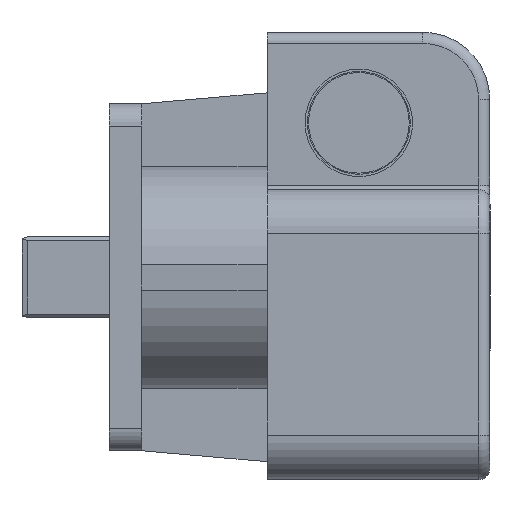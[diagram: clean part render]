
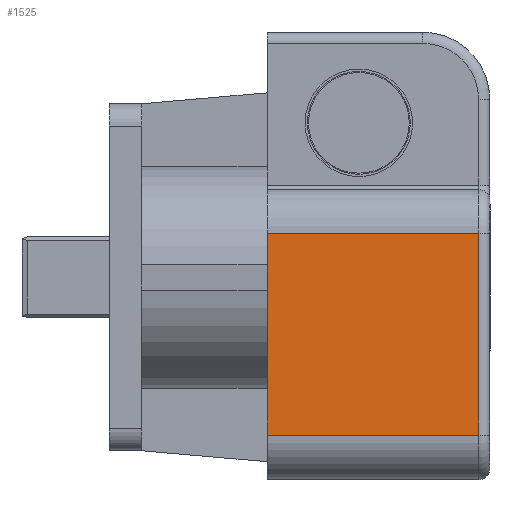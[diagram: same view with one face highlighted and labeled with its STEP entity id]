
A CAD part, left-side view. The second image highlights one B-rep face of the part: STEP entity #1525.
In plain terms, the highlighted planar face has unit normal (-1, 0, 0).
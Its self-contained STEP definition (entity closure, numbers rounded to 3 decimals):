
#125 = CARTESIAN_POINT ( 'NONE',  ( -97.5, -35., 19.657 ) ) ;
#438 = CARTESIAN_POINT ( 'NONE',  ( -97.5, -35., -70.5 ) ) ;
#453 = CARTESIAN_POINT ( 'NONE',  ( -97.5, 59.5, -70.5 ) ) ;
#978 = CARTESIAN_POINT ( 'NONE',  ( -97.5, 59.5, -70.5 ) ) ;
#995 = VERTEX_POINT ( 'NONE', #1074 ) ;
#1074 = CARTESIAN_POINT ( 'NONE',  ( -97.5, -35., 19.657 ) ) ;
#1145 = EDGE_CURVE ( 'NONE', #995, #2738, #5097, .T. ) ;
#1430 = CARTESIAN_POINT ( 'NONE',  ( -97.5, -489.33, 19.657 ) ) ;
#1525 = ADVANCED_FACE ( 'NONE', ( #4115 ), #3572, .T. ) ;
#1545 = VECTOR ( 'NONE', #4119, 1000. ) ;
#1612 = ORIENTED_EDGE ( 'NONE', *, *, #3877, .F. ) ;
#1871 = VERTEX_POINT ( 'NONE', #438 ) ;
#1998 = CARTESIAN_POINT ( 'NONE',  ( -97.5, -489.33, -70.5 ) ) ;
#2738 = VERTEX_POINT ( 'NONE', #5609 ) ;
#3000 = DIRECTION ( 'NONE',  ( 0., 0., 1. ) ) ;
#3228 = ORIENTED_EDGE ( 'NONE', *, *, #1145, .T. ) ;
#3285 = LINE ( 'NONE', #125, #4429 ) ;
#3572 = PLANE ( 'NONE',  #4780 ) ;
#3877 = EDGE_CURVE ( 'NONE', #4165, #2738, #5668, .T. ) ;
#4115 = FACE_OUTER_BOUND ( 'NONE', #4158, .T. ) ;
#4119 = DIRECTION ( 'NONE',  ( 0., 1., 0. ) ) ;
#4158 = EDGE_LOOP ( 'NONE', ( #3228, #1612, #6514, #6737 ) ) ;
#4165 = VERTEX_POINT ( 'NONE', #453 ) ;
#4429 = VECTOR ( 'NONE', #5891, 1000. ) ;
#4584 = CARTESIAN_POINT ( 'NONE',  ( -97.5, -489.33, -70.5 ) ) ;
#4721 = VECTOR ( 'NONE', #6742, 1000. ) ;
#4780 = AXIS2_PLACEMENT_3D ( 'NONE', #4584, #6092, #3000 ) ;
#5097 = LINE ( 'NONE', #1430, #1545 ) ;
#5099 = LINE ( 'NONE', #1998, #6153 ) ;
#5539 = EDGE_CURVE ( 'NONE', #1871, #995, #3285, .T. ) ;
#5572 = DIRECTION ( 'NONE',  ( 0., 1., 0. ) ) ;
#5609 = CARTESIAN_POINT ( 'NONE',  ( -97.5, 59.5, 19.657 ) ) ;
#5668 = LINE ( 'NONE', #978, #4721 ) ;
#5891 = DIRECTION ( 'NONE',  ( 0., 0., 1. ) ) ;
#6092 = DIRECTION ( 'NONE',  ( -1., 0., 0. ) ) ;
#6153 = VECTOR ( 'NONE', #5572, 1000. ) ;
#6232 = EDGE_CURVE ( 'NONE', #1871, #4165, #5099, .T. ) ;
#6514 = ORIENTED_EDGE ( 'NONE', *, *, #6232, .F. ) ;
#6737 = ORIENTED_EDGE ( 'NONE', *, *, #5539, .T. ) ;
#6742 = DIRECTION ( 'NONE',  ( 0., 0., 1. ) ) ;
